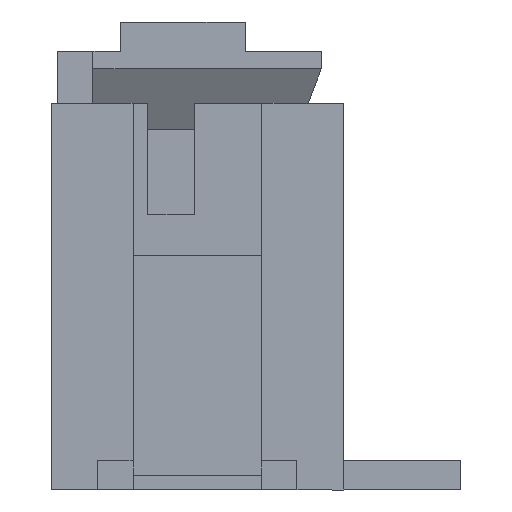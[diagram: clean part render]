
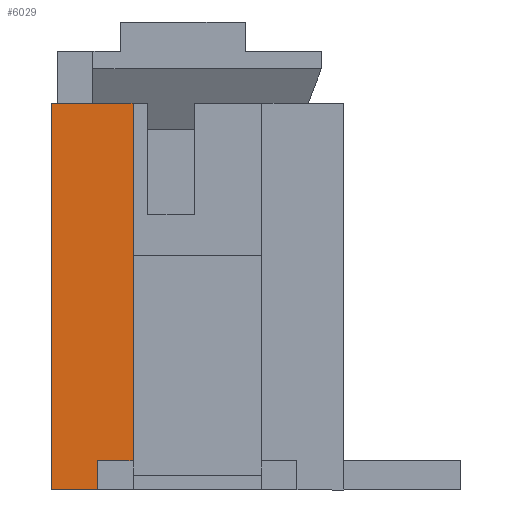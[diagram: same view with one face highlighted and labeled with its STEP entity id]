
A CAD part, left-side view. The second image highlights one B-rep face of the part: STEP entity #6029.
In plain terms, the highlighted planar face has unit normal (-1, 0, 0).
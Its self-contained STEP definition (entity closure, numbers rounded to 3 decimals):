
#360 = PLANE('',#361);
#361 = AXIS2_PLACEMENT_3D('',#362,#363,#364);
#362 = CARTESIAN_POINT('',(-4.,2.5,6.6));
#363 = DIRECTION('',(0.,0.,-1.));
#364 = DIRECTION('',(1.,0.,0.));
#3356 = PLANE('',#3357);
#3357 = AXIS2_PLACEMENT_3D('',#3358,#3359,#3360);
#3358 = CARTESIAN_POINT('',(-4.,2.5,6.6));
#3359 = DIRECTION('',(0.,-1.,0.));
#3360 = DIRECTION('',(1.,0.,0.));
#4667 = PLANE('',#4668);
#4668 = AXIS2_PLACEMENT_3D('',#4669,#4670,#4671);
#4669 = CARTESIAN_POINT('',(-4.,-2.5,0.));
#4670 = DIRECTION('',(0.,0.,1.));
#4671 = DIRECTION('',(0.,1.,0.));
#5516 = VERTEX_POINT('',#5517);
#5517 = CARTESIAN_POINT('',(-4.,1.7,0.));
#5531 = PLANE('',#5532);
#5532 = AXIS2_PLACEMENT_3D('',#5533,#5534,#5535);
#5533 = CARTESIAN_POINT('',(-4.,1.7,0.5));
#5534 = DIRECTION('',(0.,1.,0.));
#5535 = DIRECTION('',(0.,0.,-1.));
#5543 = EDGE_CURVE('',#5544,#5516,#5546,.T.);
#5544 = VERTEX_POINT('',#5545);
#5545 = CARTESIAN_POINT('',(-4.,2.5,0.));
#5546 = SURFACE_CURVE('',#5547,(#5551,#5558),.PCURVE_S1.);
#5547 = LINE('',#5548,#5549);
#5548 = CARTESIAN_POINT('',(-4.,-2.5,0.));
#5549 = VECTOR('',#5550,1.);
#5550 = DIRECTION('',(0.,-1.,0.));
#5551 = PCURVE('',#4667,#5552);
#5552 = DEFINITIONAL_REPRESENTATION('',(#5553),#5557);
#5553 = LINE('',#5554,#5555);
#5554 = CARTESIAN_POINT('',(0.,0.));
#5555 = VECTOR('',#5556,1.);
#5556 = DIRECTION('',(-1.,0.));
#5557 = ( GEOMETRIC_REPRESENTATION_CONTEXT(2) 
PARAMETRIC_REPRESENTATION_CONTEXT() REPRESENTATION_CONTEXT('2D SPACE',''
  ) );
#5558 = PCURVE('',#5559,#5564);
#5559 = PLANE('',#5560);
#5560 = AXIS2_PLACEMENT_3D('',#5561,#5562,#5563);
#5561 = CARTESIAN_POINT('',(-4.,2.5,6.6));
#5562 = DIRECTION('',(-1.,0.,0.));
#5563 = DIRECTION('',(0.,-1.,0.));
#5564 = DEFINITIONAL_REPRESENTATION('',(#5565),#5569);
#5565 = LINE('',#5566,#5567);
#5566 = CARTESIAN_POINT('',(5.,-6.6));
#5567 = VECTOR('',#5568,1.);
#5568 = DIRECTION('',(1.,0.));
#5569 = ( GEOMETRIC_REPRESENTATION_CONTEXT(2) 
PARAMETRIC_REPRESENTATION_CONTEXT() REPRESENTATION_CONTEXT('2D SPACE',''
  ) );
#5639 = VERTEX_POINT('',#5640);
#5640 = CARTESIAN_POINT('',(-4.,2.5,6.6));
#5711 = EDGE_CURVE('',#5639,#5544,#5712,.T.);
#5712 = SURFACE_CURVE('',#5713,(#5717,#5724),.PCURVE_S1.);
#5713 = LINE('',#5714,#5715);
#5714 = CARTESIAN_POINT('',(-4.,2.5,6.6));
#5715 = VECTOR('',#5716,1.);
#5716 = DIRECTION('',(0.,0.,-1.));
#5717 = PCURVE('',#3356,#5718);
#5718 = DEFINITIONAL_REPRESENTATION('',(#5719),#5723);
#5719 = LINE('',#5720,#5721);
#5720 = CARTESIAN_POINT('',(0.,0.));
#5721 = VECTOR('',#5722,1.);
#5722 = DIRECTION('',(0.,-1.));
#5723 = ( GEOMETRIC_REPRESENTATION_CONTEXT(2) 
PARAMETRIC_REPRESENTATION_CONTEXT() REPRESENTATION_CONTEXT('2D SPACE',''
  ) );
#5724 = PCURVE('',#5559,#5725);
#5725 = DEFINITIONAL_REPRESENTATION('',(#5726),#5730);
#5726 = LINE('',#5727,#5728);
#5727 = CARTESIAN_POINT('',(0.,0.));
#5728 = VECTOR('',#5729,1.);
#5729 = DIRECTION('',(0.,-1.));
#5730 = ( GEOMETRIC_REPRESENTATION_CONTEXT(2) 
PARAMETRIC_REPRESENTATION_CONTEXT() REPRESENTATION_CONTEXT('2D SPACE',''
  ) );
#5933 = VERTEX_POINT('',#5934);
#5934 = CARTESIAN_POINT('',(-4.,1.7,0.5));
#5948 = PLANE('',#5949);
#5949 = AXIS2_PLACEMENT_3D('',#5950,#5951,#5952);
#5950 = CARTESIAN_POINT('',(-2.6,1.7,0.5));
#5951 = DIRECTION('',(0.,0.,-1.));
#5952 = DIRECTION('',(0.,-1.,0.));
#5960 = EDGE_CURVE('',#5933,#5516,#5961,.T.);
#5961 = SURFACE_CURVE('',#5962,(#5966,#5973),.PCURVE_S1.);
#5962 = LINE('',#5963,#5964);
#5963 = CARTESIAN_POINT('',(-4.,1.7,0.5));
#5964 = VECTOR('',#5965,1.);
#5965 = DIRECTION('',(0.,0.,-1.));
#5966 = PCURVE('',#5531,#5967);
#5967 = DEFINITIONAL_REPRESENTATION('',(#5968),#5972);
#5968 = LINE('',#5969,#5970);
#5969 = CARTESIAN_POINT('',(0.,0.));
#5970 = VECTOR('',#5971,1.);
#5971 = DIRECTION('',(1.,0.));
#5972 = ( GEOMETRIC_REPRESENTATION_CONTEXT(2) 
PARAMETRIC_REPRESENTATION_CONTEXT() REPRESENTATION_CONTEXT('2D SPACE',''
  ) );
#5973 = PCURVE('',#5559,#5974);
#5974 = DEFINITIONAL_REPRESENTATION('',(#5975),#5979);
#5975 = LINE('',#5976,#5977);
#5976 = CARTESIAN_POINT('',(0.8,-6.1));
#5977 = VECTOR('',#5978,1.);
#5978 = DIRECTION('',(0.,-1.));
#5979 = ( GEOMETRIC_REPRESENTATION_CONTEXT(2) 
PARAMETRIC_REPRESENTATION_CONTEXT() REPRESENTATION_CONTEXT('2D SPACE',''
  ) );
#6029 = ADVANCED_FACE('',(#6030),#5559,.T.);
#6030 = FACE_BOUND('',#6031,.T.);
#6031 = EDGE_LOOP('',(#6032,#6033,#6056,#6084,#6105,#6106));
#6032 = ORIENTED_EDGE('',*,*,#5960,.F.);
#6033 = ORIENTED_EDGE('',*,*,#6034,.F.);
#6034 = EDGE_CURVE('',#6035,#5933,#6037,.T.);
#6035 = VERTEX_POINT('',#6036);
#6036 = CARTESIAN_POINT('',(-4.,1.1,0.5));
#6037 = SURFACE_CURVE('',#6038,(#6042,#6049),.PCURVE_S1.);
#6038 = LINE('',#6039,#6040);
#6039 = CARTESIAN_POINT('',(-4.,1.7,0.5));
#6040 = VECTOR('',#6041,1.);
#6041 = DIRECTION('',(0.,1.,0.));
#6042 = PCURVE('',#5559,#6043);
#6043 = DEFINITIONAL_REPRESENTATION('',(#6044),#6048);
#6044 = LINE('',#6045,#6046);
#6045 = CARTESIAN_POINT('',(0.8,-6.1));
#6046 = VECTOR('',#6047,1.);
#6047 = DIRECTION('',(-1.,0.));
#6048 = ( GEOMETRIC_REPRESENTATION_CONTEXT(2) 
PARAMETRIC_REPRESENTATION_CONTEXT() REPRESENTATION_CONTEXT('2D SPACE',''
  ) );
#6049 = PCURVE('',#5948,#6050);
#6050 = DEFINITIONAL_REPRESENTATION('',(#6051),#6055);
#6051 = LINE('',#6052,#6053);
#6052 = CARTESIAN_POINT('',(0.,1.4));
#6053 = VECTOR('',#6054,1.);
#6054 = DIRECTION('',(-1.,0.));
#6055 = ( GEOMETRIC_REPRESENTATION_CONTEXT(2) 
PARAMETRIC_REPRESENTATION_CONTEXT() REPRESENTATION_CONTEXT('2D SPACE',''
  ) );
#6056 = ORIENTED_EDGE('',*,*,#6057,.T.);
#6057 = EDGE_CURVE('',#6035,#6058,#6060,.T.);
#6058 = VERTEX_POINT('',#6059);
#6059 = CARTESIAN_POINT('',(-4.,1.1,6.6));
#6060 = SURFACE_CURVE('',#6061,(#6065,#6072),.PCURVE_S1.);
#6061 = LINE('',#6062,#6063);
#6062 = CARTESIAN_POINT('',(-4.,1.1,0.));
#6063 = VECTOR('',#6064,1.);
#6064 = DIRECTION('',(0.,0.,1.));
#6065 = PCURVE('',#5559,#6066);
#6066 = DEFINITIONAL_REPRESENTATION('',(#6067),#6071);
#6067 = LINE('',#6068,#6069);
#6068 = CARTESIAN_POINT('',(1.4,-6.6));
#6069 = VECTOR('',#6070,1.);
#6070 = DIRECTION('',(0.,1.));
#6071 = ( GEOMETRIC_REPRESENTATION_CONTEXT(2) 
PARAMETRIC_REPRESENTATION_CONTEXT() REPRESENTATION_CONTEXT('2D SPACE',''
  ) );
#6072 = PCURVE('',#6073,#6078);
#6073 = PLANE('',#6074);
#6074 = AXIS2_PLACEMENT_3D('',#6075,#6076,#6077);
#6075 = CARTESIAN_POINT('',(-4.,1.1,0.));
#6076 = DIRECTION('',(0.,1.,0.));
#6077 = DIRECTION('',(-1.,0.,0.));
#6078 = DEFINITIONAL_REPRESENTATION('',(#6079),#6083);
#6079 = LINE('',#6080,#6081);
#6080 = CARTESIAN_POINT('',(0.,0.));
#6081 = VECTOR('',#6082,1.);
#6082 = DIRECTION('',(0.,1.));
#6083 = ( GEOMETRIC_REPRESENTATION_CONTEXT(2) 
PARAMETRIC_REPRESENTATION_CONTEXT() REPRESENTATION_CONTEXT('2D SPACE',''
  ) );
#6084 = ORIENTED_EDGE('',*,*,#6085,.T.);
#6085 = EDGE_CURVE('',#6058,#5639,#6086,.T.);
#6086 = SURFACE_CURVE('',#6087,(#6091,#6098),.PCURVE_S1.);
#6087 = LINE('',#6088,#6089);
#6088 = CARTESIAN_POINT('',(-4.,2.5,6.6));
#6089 = VECTOR('',#6090,1.);
#6090 = DIRECTION('',(0.,1.,0.));
#6091 = PCURVE('',#5559,#6092);
#6092 = DEFINITIONAL_REPRESENTATION('',(#6093),#6097);
#6093 = LINE('',#6094,#6095);
#6094 = CARTESIAN_POINT('',(0.,0.));
#6095 = VECTOR('',#6096,1.);
#6096 = DIRECTION('',(-1.,0.));
#6097 = ( GEOMETRIC_REPRESENTATION_CONTEXT(2) 
PARAMETRIC_REPRESENTATION_CONTEXT() REPRESENTATION_CONTEXT('2D SPACE',''
  ) );
#6098 = PCURVE('',#360,#6099);
#6099 = DEFINITIONAL_REPRESENTATION('',(#6100),#6104);
#6100 = LINE('',#6101,#6102);
#6101 = CARTESIAN_POINT('',(0.,0.));
#6102 = VECTOR('',#6103,1.);
#6103 = DIRECTION('',(0.,-1.));
#6104 = ( GEOMETRIC_REPRESENTATION_CONTEXT(2) 
PARAMETRIC_REPRESENTATION_CONTEXT() REPRESENTATION_CONTEXT('2D SPACE',''
  ) );
#6105 = ORIENTED_EDGE('',*,*,#5711,.T.);
#6106 = ORIENTED_EDGE('',*,*,#5543,.T.);
